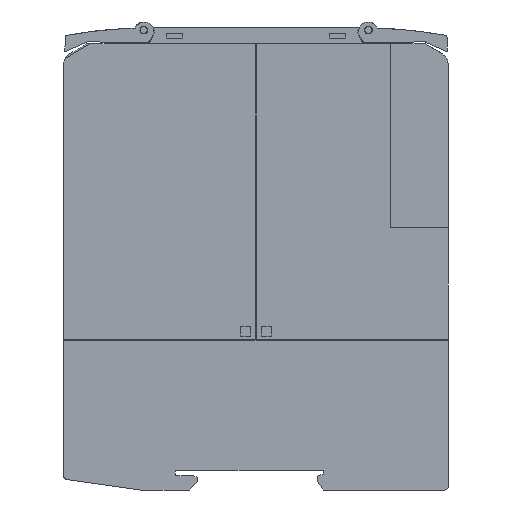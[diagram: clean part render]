
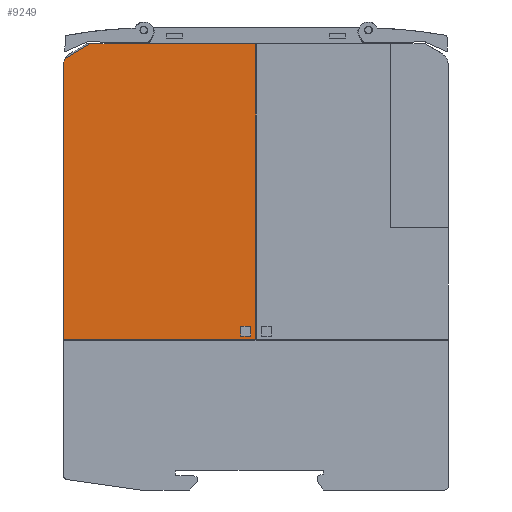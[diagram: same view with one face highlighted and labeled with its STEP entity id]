
A CAD part, left-side view. The second image highlights one B-rep face of the part: STEP entity #9249.
In plain terms, the highlighted planar face has unit normal (-1, 0, 0).
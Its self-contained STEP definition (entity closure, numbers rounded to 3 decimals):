
#9249=ADVANCED_FACE('',(#25669,#25670),#25671,.T.);
#15865=VERTEX_POINT('',#33018);
#15869=VERTEX_POINT('',#33022);
#15871=EDGE_CURVE('',#15869,#15865,#33024,.T.);
#15875=VERTEX_POINT('',#33028);
#15877=EDGE_CURVE('',#15875,#15869,#33030,.T.);
#15881=VERTEX_POINT('',#33034);
#15883=EDGE_CURVE('',#15881,#15875,#33036,.T.);
#15887=EDGE_CURVE('',#15865,#15881,#33040,.T.);
#15889=VERTEX_POINT('',#33042);
#15895=VERTEX_POINT('',#33048);
#15897=EDGE_CURVE('',#15895,#15889,#33050,.T.);
#15949=VERTEX_POINT('',#33102);
#15953=EDGE_CURVE('',#15889,#15949,#33106,.T.);
#17553=VERTEX_POINT('',#34706);
#17557=EDGE_CURVE('',#17553,#15949,#34710,.T.);
#17559=VERTEX_POINT('',#34712);
#17561=EDGE_CURVE('',#17553,#17559,#34714,.T.);
#17563=VERTEX_POINT('',#34716);
#17565=EDGE_CURVE('',#17559,#17563,#34718,.T.);
#17567=EDGE_CURVE('',#17563,#15895,#34720,.T.);
#25669=FACE_OUTER_BOUND('',#42815,.T.);
#25670=FACE_BOUND('',#42816,.T.);
#25671=PLANE('',#42817);
#33018=CARTESIAN_POINT('',(0.0,51.4,42.6));
#33022=CARTESIAN_POINT('',(0.0,54.0,42.6));
#33024=LINE('',#52915,#52916);
#33028=CARTESIAN_POINT('',(0.0,54.0,40.0));
#33030=LINE('',#52925,#52926);
#33034=CARTESIAN_POINT('',(0.0,51.4,40.0));
#33036=LINE('',#52935,#52936);
#33040=LINE('',#52943,#52944);
#33042=CARTESIAN_POINT('',(0.0,99.719,112.072));
#33048=CARTESIAN_POINT('',(0.0,93.181,116.0));
#33050=LINE('',#52971,#52972);
#33102=CARTESIAN_POINT('',(0.0,100.0,110.804));
#33106=CIRCLE('',#53066,3.);
#34706=CARTESIAN_POINT('',(0.0,100.0,39.2));
#34710=LINE('',#55543,#55544);
#34712=CARTESIAN_POINT('',(0.0,50.1,39.2));
#34714=LINE('',#55549,#55550);
#34716=CARTESIAN_POINT('',(0.0,50.1,116.0));
#34718=LINE('',#55555,#55556);
#34720=LINE('',#55559,#55560);
#42815=EDGE_LOOP('',(#71909,#71910,#71911,#71912,#71913,#71914));
#42816=EDGE_LOOP('',(#71915,#71916,#71917,#71918));
#42817=AXIS2_PLACEMENT_3D('',#71919,#71920,#71921);
#52915=CARTESIAN_POINT('',(0.0,51.4,42.6));
#52916=VECTOR('',#80962,1.0);
#52925=CARTESIAN_POINT('',(0.0,54.0,40.25));
#52926=VECTOR('',#80964,1.0);
#52935=CARTESIAN_POINT('',(0.0,51.4,40.0));
#52936=VECTOR('',#80966,1.0);
#52943=CARTESIAN_POINT('',(0.0,51.4,40.25));
#52944=VECTOR('',#80968,1.0);
#52971=CARTESIAN_POINT('',(0.0,98.149,113.015));
#52972=VECTOR('',#80969,1.0);
#53066=AXIS2_PLACEMENT_3D('',#80991,#80992,#80993);
#55543=CARTESIAN_POINT('',(0.0,100.0,39.2));
#55544=VECTOR('',#81816,1.0);
#55549=CARTESIAN_POINT('',(0.0,100.0,39.2));
#55550=VECTOR('',#81817,1.0);
#55555=CARTESIAN_POINT('',(0.0,50.1,39.2));
#55556=VECTOR('',#81818,1.0);
#55559=CARTESIAN_POINT('',(0.0,100.0,116.0));
#55560=VECTOR('',#81819,1.0);
#71909=ORIENTED_EDGE('',*,*,#15897,.T.);
#71910=ORIENTED_EDGE('',*,*,#15953,.T.);
#71911=ORIENTED_EDGE('',*,*,#17557,.F.);
#71912=ORIENTED_EDGE('',*,*,#17561,.T.);
#71913=ORIENTED_EDGE('',*,*,#17565,.T.);
#71914=ORIENTED_EDGE('',*,*,#17567,.T.);
#71915=ORIENTED_EDGE('',*,*,#15887,.T.);
#71916=ORIENTED_EDGE('',*,*,#15883,.T.);
#71917=ORIENTED_EDGE('',*,*,#15877,.T.);
#71918=ORIENTED_EDGE('',*,*,#15871,.T.);
#71919=CARTESIAN_POINT('',(0.0,50.1,39.2));
#71920=DIRECTION('',(-1.0,0.0,0.0));
#71921=DIRECTION('',(0.0,1.0,0.0));
#80962=DIRECTION('',(0.0,-1.0,0.0));
#80964=DIRECTION('',(0.0,0.0,1.0));
#80966=DIRECTION('',(0.0,1.0,0.0));
#80968=DIRECTION('',(0.0,0.0,-1.0));
#80969=DIRECTION('',(0.0,0.857,-0.515));
#80991=CARTESIAN_POINT('',(0.0,97.,110.804));
#80992=DIRECTION('',(-1.0,0.0,0.0));
#80993=DIRECTION('',(0.0,1.0,0.));
#81816=DIRECTION('',(0.0,0.0,1.0));
#81817=DIRECTION('',(0.0,-1.0,0.0));
#81818=DIRECTION('',(0.0,0.0,1.0));
#81819=DIRECTION('',(0.0,1.0,0.0));
